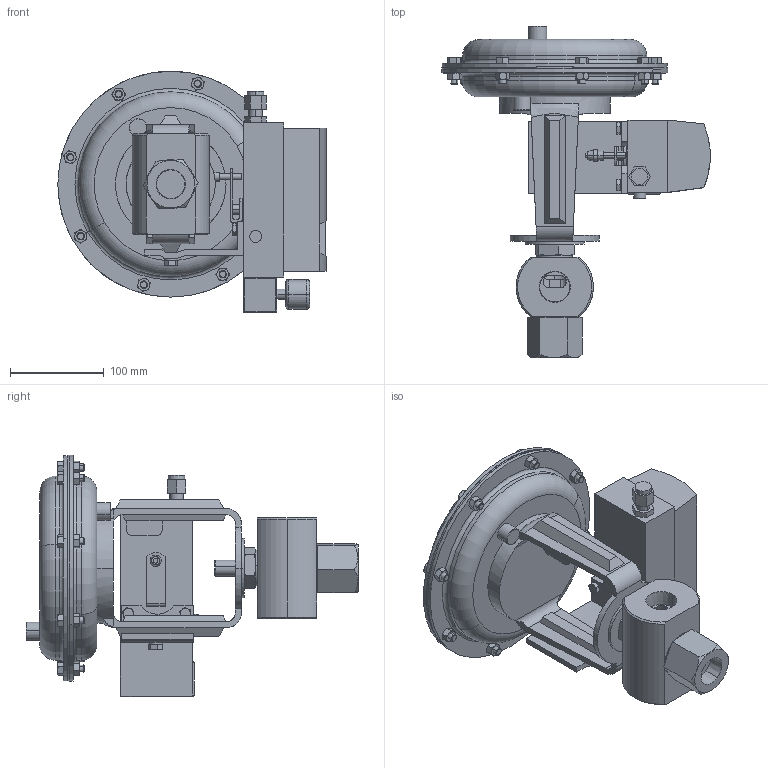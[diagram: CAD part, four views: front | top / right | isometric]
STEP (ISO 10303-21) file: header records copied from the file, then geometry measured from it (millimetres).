
FILE_DESCRIPTION (( 'STEP AP203' ), '1' );
FILE_NAME ('8000TSP-100-BR+CB+SB-PT-35M-16IQ.step', '2017-09-20T12:14:53', ( '' ), ( '' ), 'SwSTEP 2.0', 'SolidWorks 2014', '' );
FILE_SCHEMA (( 'CONFIG_CONTROL_DESIGN' ));
Length unit declared in the file: inch
Products named in the file (1): 8000TSP-100-BR+CB+SB-PT-35M-16IQ
Bounding box: 286.74 x 354.58 x 258.03 mm (x, y, z)
Volume: 4642333.8 mm3; surface area: 588409.9 mm2
Topology: 34 solids, 34 shells, 714 faces, 1578 edges, 965 vertices
Faces by surface type: plane 332, cone 226, cylinder 132, torus 18, bspline 4, sphere 2
Entity records: 21285 total; most frequent: CARTESIAN_POINT 6018, ORIENTED_EDGE 3148, DIRECTION 3086, EDGE_CURVE 1574, AXIS2_PLACEMENT_3D 1219, VERTEX_POINT 965, EDGE_LOOP 757, ADVANCED_FACE 714
